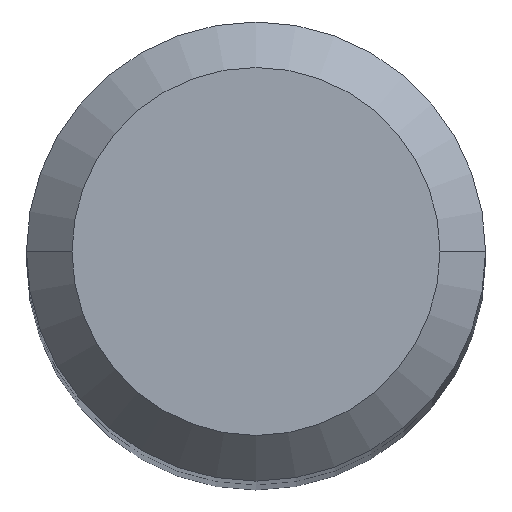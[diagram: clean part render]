
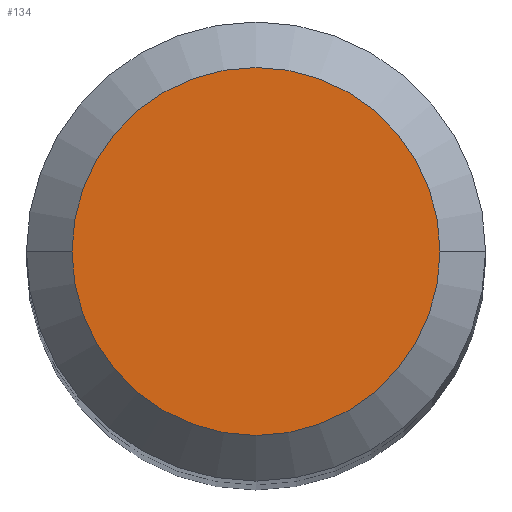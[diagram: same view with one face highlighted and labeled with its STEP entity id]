
A CAD part, top view. The second image highlights one B-rep face of the part: STEP entity #134.
In plain terms, the highlighted planar face has unit normal (0, 0, 1).
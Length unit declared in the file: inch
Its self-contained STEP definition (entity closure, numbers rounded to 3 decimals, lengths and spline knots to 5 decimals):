
#71 = CIRCLE ( 'NONE', #332, 0.12625 ) ;
#92 = FACE_OUTER_BOUND ( 'NONE', #183, .T. ) ;
#95 = DIRECTION ( 'NONE',  ( 1., 0., 0. ) ) ;
#134 = ADVANCED_FACE ( 'NONE', ( #92 ), #223, .F. ) ;
#150 = DIRECTION ( 'NONE',  ( -1., 0., 0. ) ) ;
#151 = DIRECTION ( 'NONE',  ( 0., 0., -1. ) ) ;
#175 = EDGE_CURVE ( 'NONE', #384, #211, #354, .T. ) ;
#183 = EDGE_LOOP ( 'NONE', ( #216, #295 ) ) ;
#187 = AXIS2_PLACEMENT_3D ( 'NONE', #218, #151, #150 ) ;
#211 = VERTEX_POINT ( 'NONE', #333 ) ;
#216 = ORIENTED_EDGE ( 'NONE', *, *, #175, .T. ) ;
#218 = CARTESIAN_POINT ( 'NONE',  ( 0., 0., 0. ) ) ;
#223 = PLANE ( 'NONE',  #187 ) ;
#227 = CARTESIAN_POINT ( 'NONE',  ( -0.12625, 0., 0. ) ) ;
#247 = CARTESIAN_POINT ( 'NONE',  ( 0., 0., 0. ) ) ;
#295 = ORIENTED_EDGE ( 'NONE', *, *, #334, .T. ) ;
#332 = AXIS2_PLACEMENT_3D ( 'NONE', #343, #338, #339 ) ;
#333 = CARTESIAN_POINT ( 'NONE',  ( 0.12625, 0., 0. ) ) ;
#334 = EDGE_CURVE ( 'NONE', #211, #384, #71, .T. ) ;
#338 = DIRECTION ( 'NONE',  ( 0., 0., 1. ) ) ;
#339 = DIRECTION ( 'NONE',  ( 1., 0., 0. ) ) ;
#341 = AXIS2_PLACEMENT_3D ( 'NONE', #247, #365, #95 ) ;
#343 = CARTESIAN_POINT ( 'NONE',  ( 0., 0., 0. ) ) ;
#354 = CIRCLE ( 'NONE', #341, 0.12625 ) ;
#365 = DIRECTION ( 'NONE',  ( 0., 0., 1. ) ) ;
#384 = VERTEX_POINT ( 'NONE', #227 ) ;
